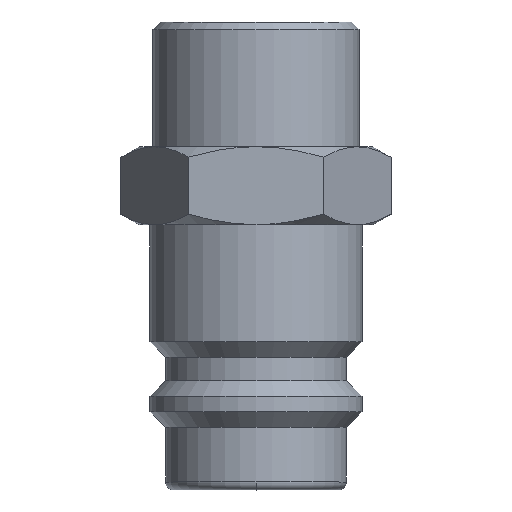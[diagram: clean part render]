
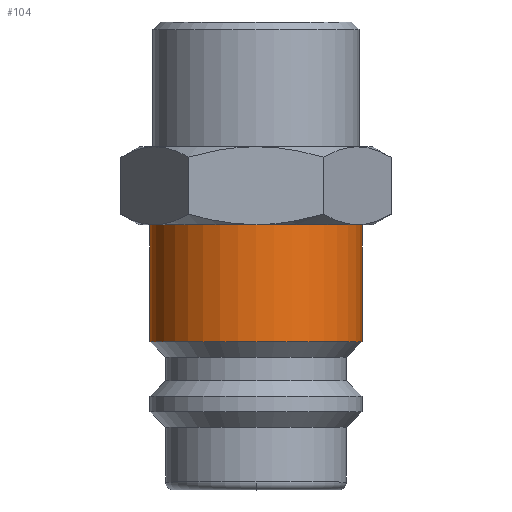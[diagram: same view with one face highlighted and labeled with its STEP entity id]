
A CAD part, top view. The second image highlights one B-rep face of the part: STEP entity #104.
In plain terms, the highlighted cylindrical face has radius 13.6 mm (diameter 27.2 mm), a partial arc.
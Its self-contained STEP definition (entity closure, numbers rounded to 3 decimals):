
#104=ADVANCED_FACE('',(#235),#236,.T.);
#235=FACE_OUTER_BOUND('',#390,.T.);
#236=CYLINDRICAL_SURFACE('',#391,13.6);
#390=EDGE_LOOP('',(#622,#623,#624,#625));
#391=AXIS2_PLACEMENT_3D('',#626,#627,#628);
#622=ORIENTED_EDGE('',*,*,#959,.T.);
#623=ORIENTED_EDGE('',*,*,#960,.T.);
#624=ORIENTED_EDGE('',*,*,#961,.T.);
#625=ORIENTED_EDGE('',*,*,#962,.T.);
#626=CARTESIAN_POINT('',(0.0,27.0,0.0));
#627=DIRECTION('',(-0.0,1.0,0.0));
#628=DIRECTION('',(1.0,0.0,0.0));
#959=EDGE_CURVE('',#1154,#1155,#1156,.T.);
#960=EDGE_CURVE('',#1155,#1157,#1158,.T.);
#961=EDGE_CURVE('',#1157,#1159,#1160,.T.);
#962=EDGE_CURVE('',#1159,#1154,#1161,.T.);
#1154=VERTEX_POINT('',#1499);
#1155=VERTEX_POINT('',#1500);
#1156=LINE('',#1501,#1502);
#1157=VERTEX_POINT('',#1503);
#1158=CIRCLE('',#1504,13.6);
#1159=VERTEX_POINT('',#1505);
#1160=LINE('',#1506,#1507);
#1161=CIRCLE('',#1508,13.6);
#1499=CARTESIAN_POINT('',(13.6,19.0,0.0));
#1500=CARTESIAN_POINT('',(13.6,34.0,0.));
#1501=CARTESIAN_POINT('',(13.6,27.0,0.));
#1502=VECTOR('',#1858,1.0);
#1503=CARTESIAN_POINT('',(-13.6,34.0,0.));
#1504=AXIS2_PLACEMENT_3D('',#1859,#1860,#1861);
#1505=CARTESIAN_POINT('',(-13.6,19.0,0.));
#1506=CARTESIAN_POINT('',(-13.6,27.0,0.));
#1507=VECTOR('',#1862,1.0);
#1508=AXIS2_PLACEMENT_3D('',#1863,#1864,#1865);
#1858=DIRECTION('',(0.0,1.0,0.0));
#1859=CARTESIAN_POINT('',(0.0,34.0,0.0));
#1860=DIRECTION('',(0.0,-1.0,0.0));
#1861=DIRECTION('',(1.0,0.0,0.0));
#1862=DIRECTION('',(-0.0,-1.0,-0.0));
#1863=CARTESIAN_POINT('',(0.0,19.0,0.0));
#1864=DIRECTION('',(-0.0,1.0,0.0));
#1865=DIRECTION('',(1.0,0.0,0.0));
